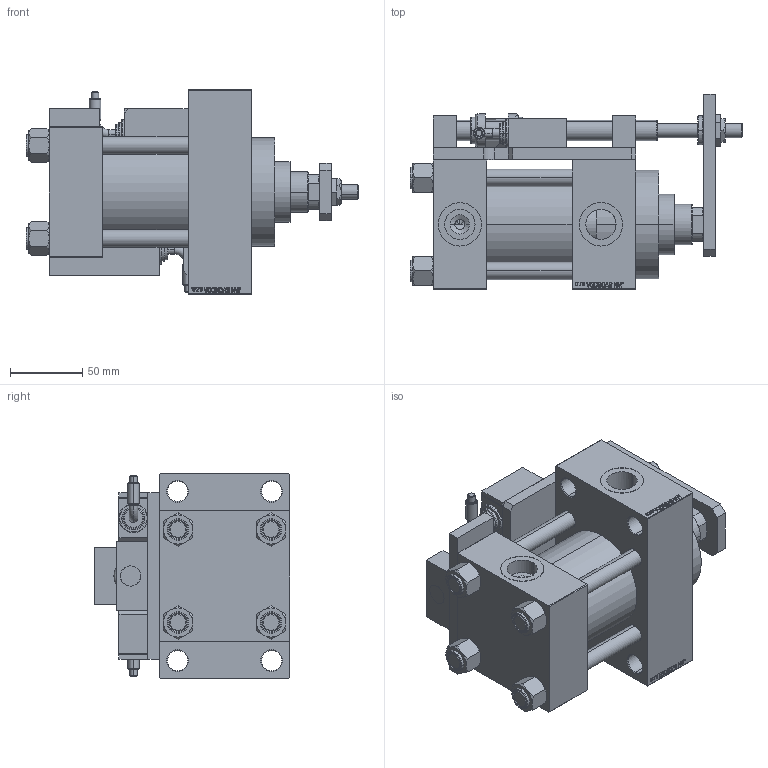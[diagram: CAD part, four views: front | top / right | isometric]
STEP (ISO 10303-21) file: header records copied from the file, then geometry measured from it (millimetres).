
FILE_DESCRIPTION (( 'STEP AP203' ), '1' );
FILE_NAME ('4891.STEP', '2022-04-16T21:48:57', ( '' ), ( '' ), 'SwSTEP 2.0', 'SolidWorks 2019', '' );
FILE_SCHEMA (( 'CONFIG_CONTROL_DESIGN' ));
Length unit declared in the file: millimetre
Products named in the file (17): V215CD_SWITCH_Q_NUT 86d4f88b30019df7189d10233a2edbb9; V215CD_SWITCH_Q_BLOK 86d4f88b30019df7189d10233a2edbb9; V215CD_VC_A 86d4f88b30019df7189d10233a2edbb9; V215CD_SWITCH_Q_DIMA 86d4f88b30019df7189d10233a2edbb9; V215CD_D_Body 86d4f88b30019df7189d10233a2edbb9; V215CD_SWITCH_Q_TYC 86d4f88b30019df7189d10233a2edbb9; V215CD_SWITCH_Q_PODLOZKA_BACK 86d4f88b30019df7189d10233a2edbb9; V215CD_SWITCH_Q_NUT10 86d4f88b30019df7189d10233a2edbb9; V215CD_NUT_M5_D 86d4f88b30019df7189d10233a2edbb9; V215CD_SWITCH_Q_MAGNET 86d4f88b30019df7189d10233a2edbb9; V215CD_D_TYCINKA 86d4f88b30019df7189d10233a2edbb9; V215CD_SWITCH_Q_PODLOZKA_FRONT 86d4f88b30019df7189d10233a2edbb9; Zatka_pro_OIL_PORT 86d4f88b30019df7189d10233a2edbb9; 4891; V215CD_SWITCH_Q_ZARAZKA 86d4f88b30019df7189d10233a2edbb9; V215CD_VCP_D 86d4f88b30019df7189d10233a2edbb9; V215CD_SWITCH_Q_SWITCH 86d4f88b30019df7189d10233a2edbb9
Assembly tree (26 placements, depth 2):
  4891
    V215CD_D_Body 86d4f88b30019df7189d10233a2edbb9
    V215CD_VC_A 86d4f88b30019df7189d10233a2edbb9
    V215CD_VCP_D 86d4f88b30019df7189d10233a2edbb9
    V215CD_D_TYCINKA 86d4f88b30019df7189d10233a2edbb9  x4
    V215CD_NUT_M5_D 86d4f88b30019df7189d10233a2edbb9  x4
    V215CD_SWITCH_Q_BLOK 86d4f88b30019df7189d10233a2edbb9  x2
    V215CD_SWITCH_Q_DIMA 86d4f88b30019df7189d10233a2edbb9
    V215CD_SWITCH_Q_MAGNET 86d4f88b30019df7189d10233a2edbb9  x2
    V215CD_SWITCH_Q_NUT 86d4f88b30019df7189d10233a2edbb9
    V215CD_SWITCH_Q_NUT10 86d4f88b30019df7189d10233a2edbb9
    V215CD_SWITCH_Q_PODLOZKA_BACK 86d4f88b30019df7189d10233a2edbb9
    V215CD_SWITCH_Q_PODLOZKA_FRONT 86d4f88b30019df7189d10233a2edbb9
    V215CD_SWITCH_Q_SWITCH 86d4f88b30019df7189d10233a2edbb9  x2
    V215CD_SWITCH_Q_TYC 86d4f88b30019df7189d10233a2edbb9
    V215CD_SWITCH_Q_ZARAZKA 86d4f88b30019df7189d10233a2edbb9
    Zatka_pro_OIL_PORT 86d4f88b30019df7189d10233a2edbb9  x2
Bounding box: 229.5 x 135 x 142 mm (x, y, z)
Volume: 1357455.6 mm3; surface area: 291047 mm2
Topology: 26 solids, 26 shells, 1468 faces, 3578 edges, 2299 vertices
Faces by surface type: plane 672, bspline 372, cone 209, cylinder 179, torus 36
Entity records: 56691 total; most frequent: CARTESIAN_POINT 27837, ORIENTED_EDGE 6072, DIRECTION 4361, EDGE_CURVE 3036, VERTEX_POINT 1976, VECTOR 1775, LINE 1775, EDGE_LOOP 1388
